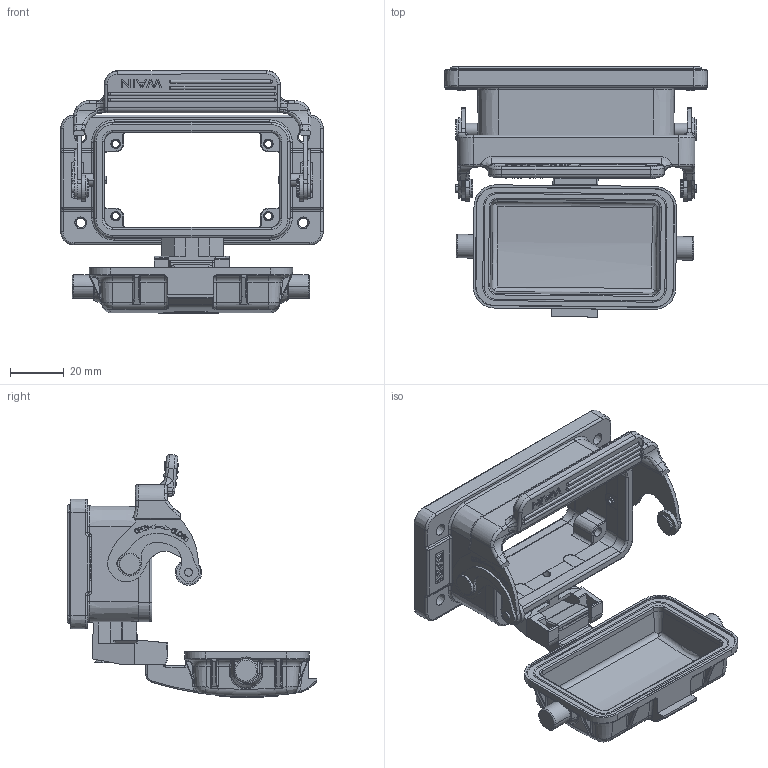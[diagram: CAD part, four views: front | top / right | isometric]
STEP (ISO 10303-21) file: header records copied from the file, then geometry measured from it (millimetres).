
FILE_DESCRIPTION((''),'2;1');
FILE_NAME('3D_1111103218002_W10B-BK-1L_SC-','2020-11-12T',('sy.ji'),(''),'PRO/ENGINEER BY PARAMETRIC TECHNOLOGY CORPORATION, 2012480','PRO/ENGINEER BY PARAMETRIC TECHNOLOGY CORPORATION, 2012480','');
FILE_SCHEMA(('CONFIG_CONTROL_DESIGN'));
Length unit declared in the file: millimetre
Products named in the file (1): 3D_1111103218002_W10B-BK-1L_SC-
Bounding box: 97.99 x 93.29 x 90.64 mm (x, y, z)
Volume: 71657.7 mm3; surface area: 52510.4 mm2
Topology: 4 solids, 26 shells, 2695 faces, 7329 edges, 4695 vertices
Faces by surface type: plane 951, cylinder 766, extrusion 304, torus 238, bspline 236, cone 136, sphere 64
Entity records: 107858 total; most frequent: CARTESIAN_POINT 37486, ORIENTED_EDGE 14528, DIRECTION 11942, EDGE_CURVE 7264, VERTEX_POINT 4695, AXIS2_PLACEMENT_3D 4122, VECTOR 3698, LINE 3394
